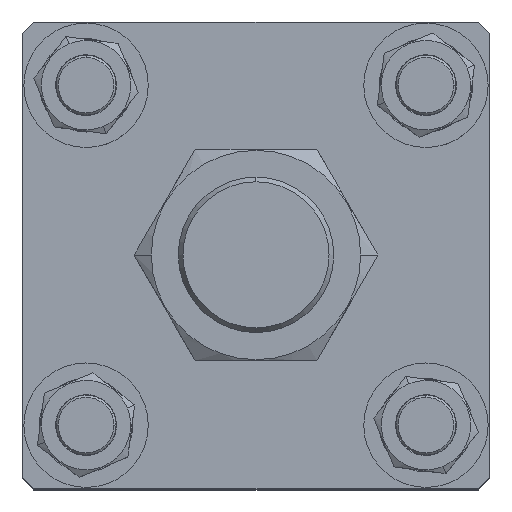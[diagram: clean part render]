
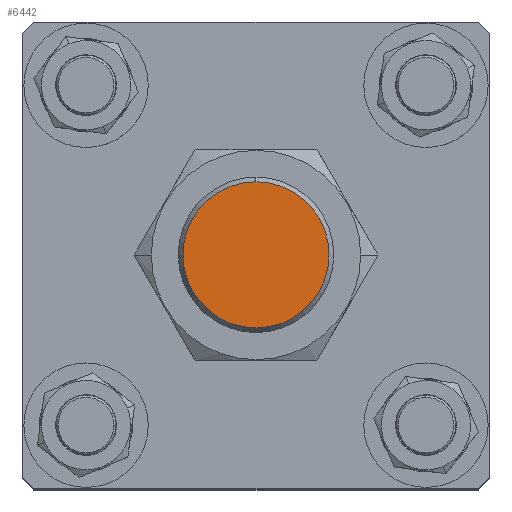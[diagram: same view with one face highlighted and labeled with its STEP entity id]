
A CAD part, top view. The second image highlights one B-rep face of the part: STEP entity #6442.
In plain terms, the highlighted planar face has unit normal (0, 0, 1).
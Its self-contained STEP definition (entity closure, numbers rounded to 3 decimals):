
#1019 = FACE_OUTER_BOUND ( 'NONE', #3038, .T. ) ;
#1333 = EDGE_CURVE ( 'NONE', #7681, #6203, #2569, .T. ) ;
#1557 = DIRECTION ( 'NONE',  ( 1., 0., 0. ) ) ;
#1825 = AXIS2_PLACEMENT_3D ( 'NONE', #5057, #5374, #1557 ) ;
#2569 = CIRCLE ( 'NONE', #6852, 32.899 ) ;
#3038 = EDGE_LOOP ( 'NONE', ( #3638, #3728 ) ) ;
#3638 = ORIENTED_EDGE ( 'NONE', *, *, #8527, .T. ) ;
#3728 = ORIENTED_EDGE ( 'NONE', *, *, #1333, .T. ) ;
#3811 = CARTESIAN_POINT ( 'NONE',  ( -32.899, 0., 386. ) ) ;
#3962 = CARTESIAN_POINT ( 'NONE',  ( 0., 0., 386. ) ) ;
#4137 = PLANE ( 'NONE',  #5455 ) ;
#4143 = DIRECTION ( 'NONE',  ( 1., 0., 0. ) ) ;
#4144 = DIRECTION ( 'NONE',  ( 0., 0., 1. ) ) ;
#5057 = CARTESIAN_POINT ( 'NONE',  ( 0., 0., 386. ) ) ;
#5310 = CARTESIAN_POINT ( 'NONE',  ( 32.899, 0., 386. ) ) ;
#5374 = DIRECTION ( 'NONE',  ( 0., 0., 1. ) ) ;
#5455 = AXIS2_PLACEMENT_3D ( 'NONE', #3962, #4144, #4143 ) ;
#6203 = VERTEX_POINT ( 'NONE', #3811 ) ;
#6442 = ADVANCED_FACE ( 'NONE', ( #1019 ), #4137, .T. ) ;
#6852 = AXIS2_PLACEMENT_3D ( 'NONE', #8408, #8407, #8406 ) ;
#7681 = VERTEX_POINT ( 'NONE', #5310 ) ;
#8406 = DIRECTION ( 'NONE',  ( 1., 0., 0. ) ) ;
#8407 = DIRECTION ( 'NONE',  ( 0., 0., 1. ) ) ;
#8408 = CARTESIAN_POINT ( 'NONE',  ( 0., 0., 386. ) ) ;
#8527 = EDGE_CURVE ( 'NONE', #6203, #7681, #8544, .T. ) ;
#8544 = CIRCLE ( 'NONE', #1825, 32.899 ) ;
